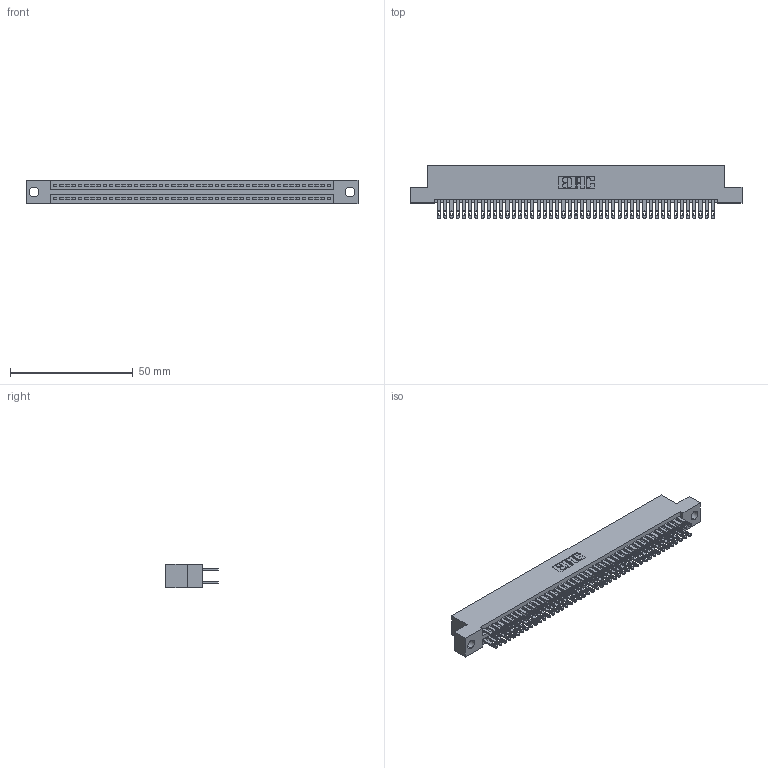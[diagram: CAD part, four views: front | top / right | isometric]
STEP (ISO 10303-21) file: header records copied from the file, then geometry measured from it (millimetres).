
FILE_DESCRIPTION (( 'STEP AP203' ), '1' );
FILE_NAME ('345-090-500-204.STEP', '2018-10-04T15:37:49', ( '' ), ( '' ), 'SwSTEP 2.0', 'SolidWorks 2016', '' );
FILE_SCHEMA (( 'CONFIG_CONTROL_DESIGN' ));
Length unit declared in the file: inch
Products named in the file (3): 345-090-500-204; 345-292-001_345-293-100; 345 Part_Flush Mounting Lugs - 0.156 Dia-TH
Assembly tree (91 placements, depth 2):
  345-090-500-204
    345 Part_Flush Mounting Lugs - 0.156 Dia-TH
    345-292-001_345-293-100  x90
Bounding box: 135.51 x 21.51 x 9.4 mm (x, y, z)
Volume: 13378.5 mm3; surface area: 20566.9 mm2
Topology: 91 solids, 91 shells, 4266 faces, 13031 edges, 8686 vertices
Faces by surface type: plane 2510, cylinder 1756
Entity records: 34837 total; most frequent: CARTESIAN_POINT 5836, ORIENTED_EDGE 5770, DIRECTION 5145, EDGE_CURVE 2885, VECTOR 2569, LINE 2569, VERTEX_POINT 1922, AXIS2_PLACEMENT_3D 1288
